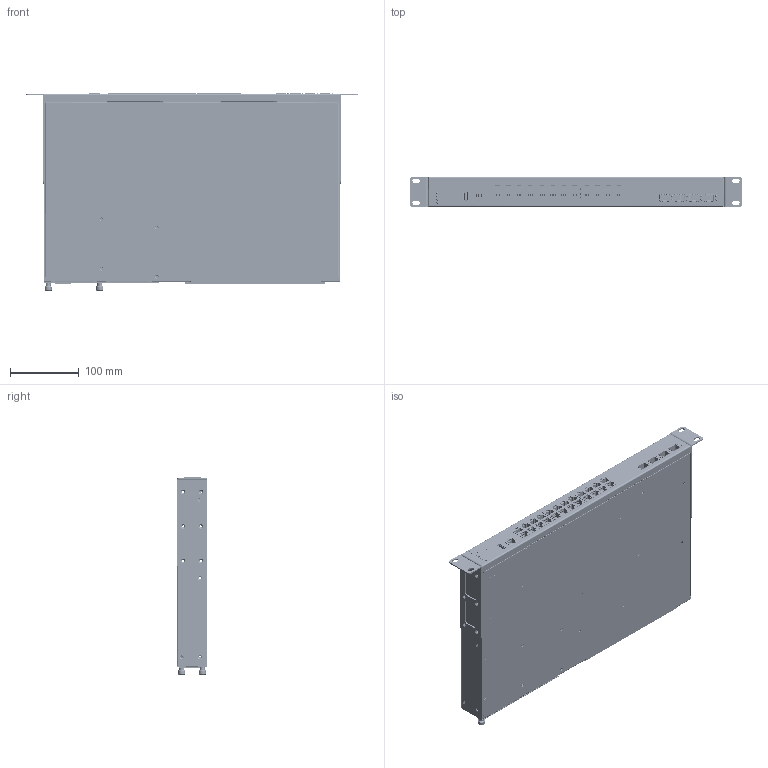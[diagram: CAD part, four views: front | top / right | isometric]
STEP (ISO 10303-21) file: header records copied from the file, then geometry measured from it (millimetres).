
FILE_DESCRIPTION (( 'STEP AP214' ), '1' );
FILE_NAME ('MES3400I-24.STEP', '2024-12-18T10:11:24', ( '' ), ( '' ), 'SwSTEP 2.0', 'SolidWorks 2023', '' );
FILE_SCHEMA (( 'AUTOMOTIVE_DESIGN' ));
Length unit declared in the file: millimetre
Products named in the file (26): __pm150-220.19.1.21 (2020.12.01)_pm150-220.19.1.021; MES3400I-24; __SC36_SC36_SC36-11CGKWA; __LED2X1RYG_55307XXF__LED2X1RYG_55307XXF__FLR-32W04P (model); __MES3400I-24.2v1(0).19.1.011; __RADAS0010(1).000; __MES3400I-24.2v1(0).19.1.030; __MES3400I-24.2v1(1).19.1.021_Front Panel; __mes3124.19.1.003; __ПП SM-IND-02 (1v0)_SM-IND-02; __JEL JR-101SG_BEJ ST-A01-003K; __USBV_USBV; __L115W_VERT_L115W_VERT; __MES3400I-24.2v1(0).19.1.010; __RJ45_1X1_SH_RJ45_1X1_SH_3019AB5611(KINSUN); __RJ45_2X4_8P8C_WL_RJ45_2X4_8P8C_WL_kingsun 3027s-48831 v2; __MES3400I-24.2v1(0).19.1.000; __PEM PF11M-M3-1_PEM PF11M-M3-1; __MES3400I-24.2v1(0).19.1.031; __pm150-220.19.1.020 (2020.12.01)_pm150-220.19.1.020; __ПП MES3400(I)-24 (3v0)_MES3400I-24; __PM160-220v2(1).19.1; __FLANGE.01.006.XXX_FLANGE.01.006.RAL7035; __PM160-220x12 rev.C (3v1) СБ; __RADAS0010(1).002; __TYCO_2007198-2_Tyco 2007198-2
Assembly tree (38 placements, depth 5):
  MES3400I-24
    __ПП MES3400(I)-24 (3v0)_MES3400I-24
      __RJ45_2X4_8P8C_WL_RJ45_2X4_8P8C_WL_kingsun 3027s-48831 v2  x3
      __LED2X1RYG_55307XXF__LED2X1RYG_55307XXF__FLR-32W04P (model)  x4
      __RJ45_1X1_SH_RJ45_1X1_SH_3019AB5611(KINSUN)
      __USBV_USBV
      __TYCO_2007198-2_Tyco 2007198-2  x4
    __ПП SM-IND-02 (1v0)_SM-IND-02
      __SC36_SC36_SC36-11CGKWA
      __L115W_VERT_L115W_VERT  x4
    __PM160-220x12 rev.C (3v1) СБ
      __PM160-220v2(1).19.1
        __pm150-220.19.1.020 (2020.12.01)_pm150-220.19.1.020
          __pm150-220.19.1.21 (2020.12.01)_pm150-220.19.1.021
          __PEM PF11M-M3-1_PEM PF11M-M3-1  x2
      __JEL JR-101SG_BEJ ST-A01-003K
    __MES3400I-24.2v1(0).19.1.000
      __MES3400I-24.2v1(0).19.1.010
        __MES3400I-24.2v1(0).19.1.011
      __MES3400I-24.2v1(1).19.1.021_Front Panel
      __MES3400I-24.2v1(0).19.1.030
        __MES3400I-24.2v1(0).19.1.031
      __mes3124.19.1.003
      __FLANGE.01.006.XXX_FLANGE.01.006.RAL7035  x2
    __RADAS0010(1).000
      __RADAS0010(1).002
Bounding box: 482.6 x 43.6 x 287.07 mm (x, y, z)
Volume: 503011.7 mm3; surface area: 740754.9 mm2
Topology: 30 solids, 30 shells, 9342 faces, 26740 edges, 17544 vertices
Faces by surface type: plane 6327, cylinder 2824, cone 118, bspline 43, torus 22, sphere 8
Entity records: 133351 total; most frequent: CARTESIAN_POINT 25485, ORIENTED_EDGE 22680, DIRECTION 21712, EDGE_CURVE 11340, LINE 8586, VECTOR 8586, VERTEX_POINT 7388, AXIS2_PLACEMENT_3D 6563
